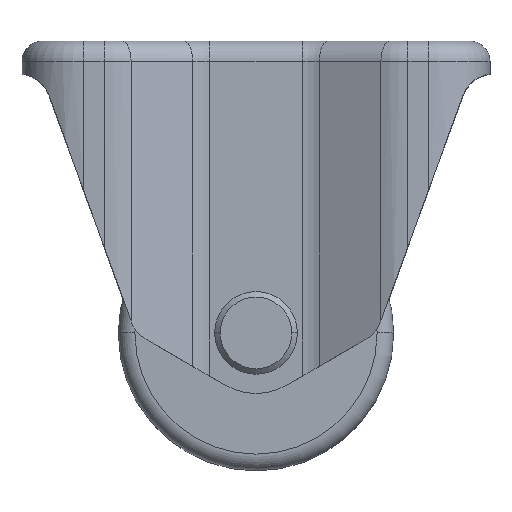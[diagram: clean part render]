
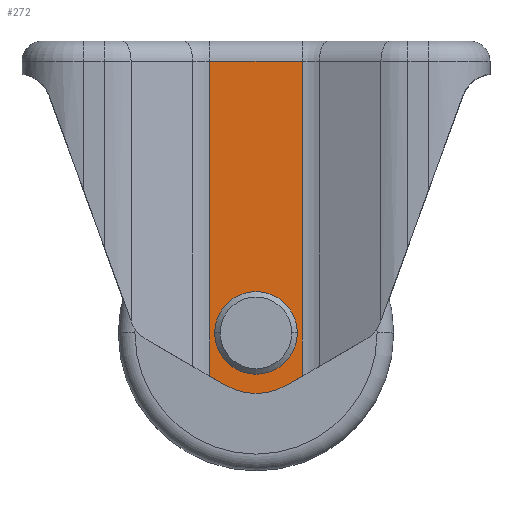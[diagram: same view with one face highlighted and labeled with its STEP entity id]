
A CAD part, top view. The second image highlights one B-rep face of the part: STEP entity #272.
In plain terms, the highlighted planar face has unit normal (0, 0, 1).
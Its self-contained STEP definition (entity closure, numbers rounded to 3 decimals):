
#19 = EDGE_CURVE ( 'NONE', #1358, #1363, #367, .T. ) ;
#78 = EDGE_CURVE ( 'NONE', #1378, #1379, #2596, .T. ) ;
#86 = EDGE_CURVE ( 'NONE', #1375, #1379, #2606, .T. ) ;
#107 = EDGE_CURVE ( 'NONE', #1363, #1358, #472, .T. ) ;
#145 = EDGE_CURVE ( 'NONE', #1377, #1376, #2664, .T. ) ;
#149 = EDGE_CURVE ( 'NONE', #1374, #1375, #2663, .T. ) ;
#153 = EDGE_CURVE ( 'NONE', #1376, #1374, #527, .T. ) ;
#161 = EDGE_CURVE ( 'NONE', #1377, #1378, #2675, .T. ) ;
#272 = ADVANCED_FACE ( 'NONE', ( #2814, #2815 ), #3703, .T. ) ;
#367 = CIRCLE ( 'NONE', #368, 7.5 ) ;
#368 = AXIS2_PLACEMENT_3D ( 'NONE', #940, #941, #942 ) ;
#442 = VECTOR ( 'NONE', #3108, 1000. ) ;
#451 = VECTOR ( 'NONE', #3146, 1000. ) ;
#472 = CIRCLE ( 'NONE', #477, 7.5 ) ;
#477 = AXIS2_PLACEMENT_3D ( 'NONE', #3201, #3202, #3203 ) ;
#520 = VECTOR ( 'NONE', #3302, 1000. ) ;
#524 = VECTOR ( 'NONE', #3311, 1000. ) ;
#527 = CIRCLE ( 'NONE', #529, 11. ) ;
#529 = AXIS2_PLACEMENT_3D ( 'NONE', #3321, #3322, #3323 ) ;
#542 = VECTOR ( 'NONE', #3345, 1000. ) ;
#670 = AXIS2_PLACEMENT_3D ( 'NONE', #3704, #3705, #3706 ) ;
#940 = CARTESIAN_POINT ( 'NONE',  ( 0., -53., 21.7 ) ) ;
#941 = DIRECTION ( 'NONE',  ( 0., 0., 1. ) ) ;
#942 = DIRECTION ( 'NONE',  ( 1., 0., 0. ) ) ;
#1295 = ORIENTED_EDGE ( 'NONE', *, *, #161, .T. ) ;
#1296 = ORIENTED_EDGE ( 'NONE', *, *, #153, .F. ) ;
#1297 = ORIENTED_EDGE ( 'NONE', *, *, #145, .F. ) ;
#1298 = ORIENTED_EDGE ( 'NONE', *, *, #149, .F. ) ;
#1299 = ORIENTED_EDGE ( 'NONE', *, *, #86, .F. ) ;
#1300 = ORIENTED_EDGE ( 'NONE', *, *, #78, .T. ) ;
#1301 = ORIENTED_EDGE ( 'NONE', *, *, #19, .F. ) ;
#1358 = VERTEX_POINT ( 'NONE', #4632 ) ;
#1363 = VERTEX_POINT ( 'NONE', #4637 ) ;
#1374 = VERTEX_POINT ( 'NONE', #4648 ) ;
#1375 = VERTEX_POINT ( 'NONE', #4649 ) ;
#1376 = VERTEX_POINT ( 'NONE', #4650 ) ;
#1377 = VERTEX_POINT ( 'NONE', #4651 ) ;
#1378 = VERTEX_POINT ( 'NONE', #4652 ) ;
#1379 = VERTEX_POINT ( 'NONE', #4653 ) ;
#1639 = ORIENTED_EDGE ( 'NONE', *, *, #107, .F. ) ;
#1712 = EDGE_LOOP ( 'NONE', ( #1298, #1296, #1297, #1295, #1300, #1299 ) ) ;
#1713 = EDGE_LOOP ( 'NONE', ( #1639, #1301 ) ) ;
#2596 = LINE ( 'NONE', #3107, #442 ) ;
#2606 = LINE ( 'NONE', #3145, #451 ) ;
#2663 = LINE ( 'NONE', #3310, #524 ) ;
#2664 = LINE ( 'NONE', #3301, #520 ) ;
#2675 = LINE ( 'NONE', #3344, #542 ) ;
#2814 = FACE_OUTER_BOUND ( 'NONE', #1712, .T. ) ;
#2815 = FACE_BOUND ( 'NONE', #1713, .T. ) ;
#3107 = CARTESIAN_POINT ( 'NONE',  ( 8.431, -3.7, 21.7 ) ) ;
#3108 = DIRECTION ( 'NONE',  ( -1., 0., 0. ) ) ;
#3145 = CARTESIAN_POINT ( 'NONE',  ( -8.431, -6., 21.7 ) ) ;
#3146 = DIRECTION ( 'NONE',  ( 0., 1., 0. ) ) ;
#3201 = CARTESIAN_POINT ( 'NONE',  ( 0., -53., 21.7 ) ) ;
#3202 = DIRECTION ( 'NONE',  ( 0., 0., 1. ) ) ;
#3203 = DIRECTION ( 'NONE',  ( 1., 0., 0. ) ) ;
#3301 = CARTESIAN_POINT ( 'NONE',  ( 32.175, -47.126, 21.7 ) ) ;
#3302 = DIRECTION ( 'NONE',  ( -0.866, -0.5, 0. ) ) ;
#3310 = CARTESIAN_POINT ( 'NONE',  ( -19.528, -54.427, 21.7 ) ) ;
#3311 = DIRECTION ( 'NONE',  ( -0.866, 0.5, 0. ) ) ;
#3321 = CARTESIAN_POINT ( 'NONE',  ( 0., -53., 21.7 ) ) ;
#3322 = DIRECTION ( 'NONE',  ( 0., 0., -1. ) ) ;
#3323 = DIRECTION ( 'NONE',  ( 1., 0., 0. ) ) ;
#3344 = CARTESIAN_POINT ( 'NONE',  ( 8.431, -6., 21.7 ) ) ;
#3345 = DIRECTION ( 'NONE',  ( 0., 1., 0. ) ) ;
#3703 = PLANE ( 'NONE',  #670 ) ;
#3704 = CARTESIAN_POINT ( 'NONE',  ( 8.431, -6., 21.7 ) ) ;
#3705 = DIRECTION ( 'NONE',  ( 0., 0., 1. ) ) ;
#3706 = DIRECTION ( 'NONE',  ( 1., 0., 0. ) ) ;
#4632 = CARTESIAN_POINT ( 'NONE',  ( -7.5, -53., 21.7 ) ) ;
#4637 = CARTESIAN_POINT ( 'NONE',  ( 7.5, -53., 21.7 ) ) ;
#4648 = CARTESIAN_POINT ( 'NONE',  ( -5.5, -62.526, 21.7 ) ) ;
#4649 = CARTESIAN_POINT ( 'NONE',  ( -8.431, -60.834, 21.7 ) ) ;
#4650 = CARTESIAN_POINT ( 'NONE',  ( 5.5, -62.526, 21.7 ) ) ;
#4651 = CARTESIAN_POINT ( 'NONE',  ( 8.431, -60.834, 21.7 ) ) ;
#4652 = CARTESIAN_POINT ( 'NONE',  ( 8.431, -3.7, 21.7 ) ) ;
#4653 = CARTESIAN_POINT ( 'NONE',  ( -8.431, -3.7, 21.7 ) ) ;
